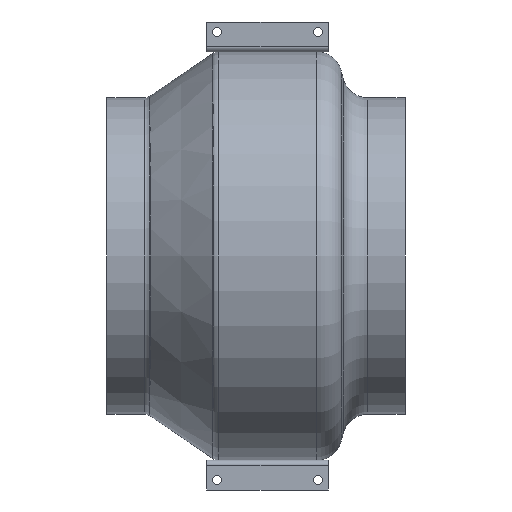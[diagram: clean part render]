
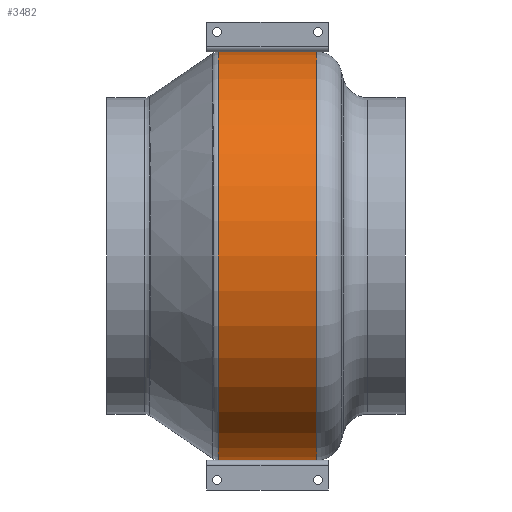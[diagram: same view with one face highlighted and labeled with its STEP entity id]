
A CAD part, front view. The second image highlights one B-rep face of the part: STEP entity #3482.
In plain terms, the highlighted cylindrical face has radius 202 mm (diameter 404 mm), a partial arc.
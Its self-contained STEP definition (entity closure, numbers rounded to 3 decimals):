
#3204 = VERTEX_POINT ( 'NONE', #6012 ) ;
#3208 = VERTEX_POINT ( 'NONE', #6068 ) ;
#3406 = VERTEX_POINT ( 'NONE', #6441 ) ;
#3426 = EDGE_CURVE ( 'NONE', #3208, #3406, #6512, .T. ) ;
#3455 = VERTEX_POINT ( 'NONE', #6572 ) ;
#3482 = ADVANCED_FACE ( 'NONE', ( #6588 ), #6587, .T. ) ;
#3483 = EDGE_LOOP ( 'NONE', ( #3484, #3485, #3487, #3488 ) ) ;
#3484 = ORIENTED_EDGE ( 'NONE', *, *, #3426, .F. ) ;
#3485 = ORIENTED_EDGE ( 'NONE', *, *, #3486, .T. ) ;
#3486 = EDGE_CURVE ( 'NONE', #3208, #3204, #6582, .T. ) ;
#3487 = ORIENTED_EDGE ( 'NONE', *, *, #3492, .T. ) ;
#3488 = ORIENTED_EDGE ( 'NONE', *, *, #3489, .F. ) ;
#3489 = EDGE_CURVE ( 'NONE', #3406, #3455, #6641, .T. ) ;
#3492 = EDGE_CURVE ( 'NONE', #3204, #3455, #6636, .T. ) ;
#6012 = CARTESIAN_POINT ( 'NONE',  ( 207.591, 0., 202. ) ) ;
#6068 = CARTESIAN_POINT ( 'NONE',  ( 207.591, 0., -202. ) ) ;
#6441 = CARTESIAN_POINT ( 'NONE',  ( 110.196, 0., -202. ) ) ;
#6509 = DIRECTION ( 'NONE',  ( -1., 0., 0. ) ) ;
#6510 = VECTOR ( 'NONE', #6509, 1000. ) ;
#6511 = CARTESIAN_POINT ( 'NONE',  ( 0., 0., -202. ) ) ;
#6512 = LINE ( 'NONE', #6511, #6510 ) ;
#6572 = CARTESIAN_POINT ( 'NONE',  ( 110.196, 0., 202. ) ) ;
#6582 = CIRCLE ( 'NONE', #6645, 202. ) ;
#6583 = DIRECTION ( 'NONE',  ( 0., 0., 1. ) ) ;
#6584 = DIRECTION ( 'NONE',  ( -1., 0., 0. ) ) ;
#6585 = CARTESIAN_POINT ( 'NONE',  ( 0., 0., 0. ) ) ;
#6586 = AXIS2_PLACEMENT_3D ( 'NONE', #6585, #6584, #6583 ) ;
#6587 = CYLINDRICAL_SURFACE ( 'NONE', #6586, 202. ) ;
#6588 = FACE_OUTER_BOUND ( 'NONE', #3483, .T. ) ;
#6633 = DIRECTION ( 'NONE',  ( -1., 0., 0. ) ) ;
#6634 = VECTOR ( 'NONE', #6633, 1000. ) ;
#6635 = CARTESIAN_POINT ( 'NONE',  ( 0., 0., 202. ) ) ;
#6636 = LINE ( 'NONE', #6635, #6634 ) ;
#6637 = DIRECTION ( 'NONE',  ( 0., 0., 1. ) ) ;
#6638 = DIRECTION ( 'NONE',  ( -1., 0., 0. ) ) ;
#6639 = CARTESIAN_POINT ( 'NONE',  ( 110.196, 0., 0. ) ) ;
#6640 = AXIS2_PLACEMENT_3D ( 'NONE', #6639, #6638, #6637 ) ;
#6641 = CIRCLE ( 'NONE', #6640, 202. ) ;
#6642 = DIRECTION ( 'NONE',  ( 0., 0., 1. ) ) ;
#6643 = DIRECTION ( 'NONE',  ( -1., 0., 0. ) ) ;
#6644 = CARTESIAN_POINT ( 'NONE',  ( 207.591, 0., 0. ) ) ;
#6645 = AXIS2_PLACEMENT_3D ( 'NONE', #6644, #6643, #6642 ) ;
